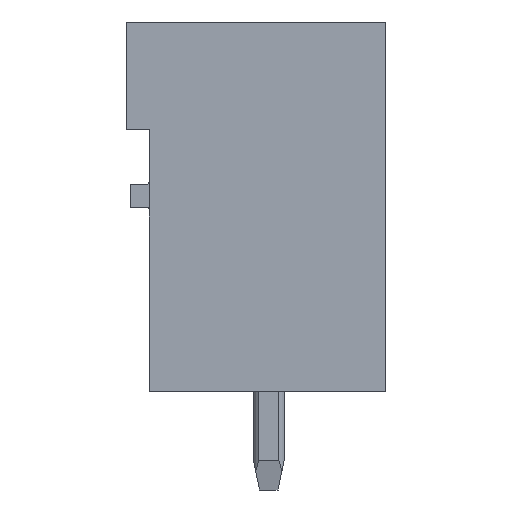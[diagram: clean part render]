
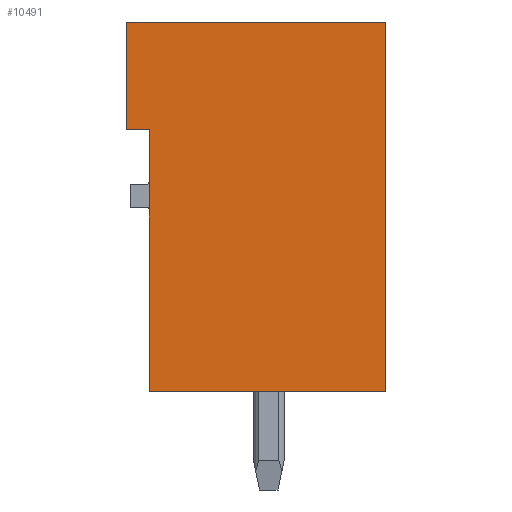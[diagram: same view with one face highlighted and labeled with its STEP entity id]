
A CAD part, left-side view. The second image highlights one B-rep face of the part: STEP entity #10491.
In plain terms, the highlighted planar face has unit normal (-1, 0, 0).
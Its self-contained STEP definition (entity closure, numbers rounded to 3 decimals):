
#10481=AXIS2_PLACEMENT_3D('Plane Axis2P3D',#10478,#10479,#10480) ;
#49=CARTESIAN_POINT('Vertex',(0.,0.,15.2)) ;
#52=CARTESIAN_POINT('Line Origine',(0.,0.,9.2)) ;
#56=CARTESIAN_POINT('Vertex',(0.,0.,3.2)) ;
#151=CARTESIAN_POINT('Vertex',(0.,8.43,15.2)) ;
#154=CARTESIAN_POINT('Line Origine',(0.,4.215,15.2)) ;
#1827=CARTESIAN_POINT('Vertex',(0.,8.43,11.7)) ;
#1830=CARTESIAN_POINT('Line Origine',(0.,8.43,13.45)) ;
#2487=CARTESIAN_POINT('Vertex',(0.,7.68,3.2)) ;
#2490=CARTESIAN_POINT('Line Origine',(0.,7.68,7.45)) ;
#2494=CARTESIAN_POINT('Vertex',(0.,7.68,11.7)) ;
#2911=CARTESIAN_POINT('Line Origine',(0.,3.84,3.2)) ;
#10426=CARTESIAN_POINT('Line Origine',(0.,8.055,11.7)) ;
#10478=CARTESIAN_POINT('Axis2P3D Location',(0.,0.,0.)) ;
#53=DIRECTION('Vector Direction',(0.,0.,-1.)) ;
#155=DIRECTION('Vector Direction',(0.,-1.,0.)) ;
#1831=DIRECTION('Vector Direction',(0.,0.,-1.)) ;
#2491=DIRECTION('Vector Direction',(0.,0.,-1.)) ;
#2912=DIRECTION('Vector Direction',(0.,1.,0.)) ;
#10427=DIRECTION('Vector Direction',(0.,-1.,0.)) ;
#10479=DIRECTION('Axis2P3D Direction',(-1.,0.,0.)) ;
#10480=DIRECTION('Axis2P3D XDirection',(0.,0.,1.)) ;
#54=VECTOR('Line Direction',#53,1.) ;
#156=VECTOR('Line Direction',#155,1.) ;
#1832=VECTOR('Line Direction',#1831,1.) ;
#2492=VECTOR('Line Direction',#2491,1.) ;
#2913=VECTOR('Line Direction',#2912,1.) ;
#10428=VECTOR('Line Direction',#10427,1.) ;
#10484=ORIENTED_EDGE('',*,*,#158,.T.) ;
#10485=ORIENTED_EDGE('',*,*,#1834,.T.) ;
#10486=ORIENTED_EDGE('',*,*,#10430,.T.) ;
#10487=ORIENTED_EDGE('',*,*,#2496,.T.) ;
#10488=ORIENTED_EDGE('',*,*,#2915,.T.) ;
#10489=ORIENTED_EDGE('',*,*,#58,.T.) ;
#10491=ADVANCED_FACE('HOUSING',(#10490),#10482,.T.) ;
#58=EDGE_CURVE('',#57,#50,#55,.F.) ;
#158=EDGE_CURVE('',#50,#152,#157,.F.) ;
#1834=EDGE_CURVE('',#152,#1828,#1833,.T.) ;
#2496=EDGE_CURVE('',#2495,#2488,#2493,.T.) ;
#2915=EDGE_CURVE('',#2488,#57,#2914,.F.) ;
#10430=EDGE_CURVE('',#1828,#2495,#10429,.T.) ;
#10483=EDGE_LOOP('',(#10484,#10485,#10486,#10487,#10488,#10489)) ;
#10490=FACE_OUTER_BOUND('',#10483,.T.) ;
#55=LINE('Line',#52,#54) ;
#157=LINE('Line',#154,#156) ;
#1833=LINE('Line',#1830,#1832) ;
#2493=LINE('Line',#2490,#2492) ;
#2914=LINE('Line',#2911,#2913) ;
#10429=LINE('Line',#10426,#10428) ;
#10482=PLANE('',#10481) ;
#50=VERTEX_POINT('',#49) ;
#57=VERTEX_POINT('',#56) ;
#152=VERTEX_POINT('',#151) ;
#1828=VERTEX_POINT('',#1827) ;
#2488=VERTEX_POINT('',#2487) ;
#2495=VERTEX_POINT('',#2494) ;
